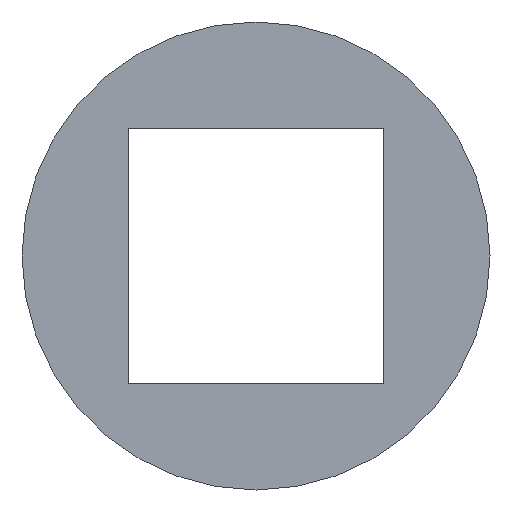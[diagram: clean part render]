
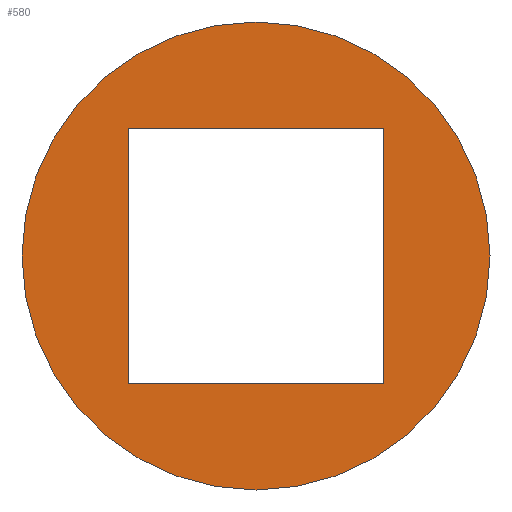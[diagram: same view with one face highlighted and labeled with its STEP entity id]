
A CAD part, front view. The second image highlights one B-rep face of the part: STEP entity #580.
In plain terms, the highlighted planar face has unit normal (0, -1, 0).
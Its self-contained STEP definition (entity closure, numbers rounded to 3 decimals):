
#12 = VECTOR ( 'NONE', #830, 1000. ) ;
#31 = EDGE_CURVE ( 'NONE', #252, #273, #485, .T. ) ;
#33 = EDGE_CURVE ( 'NONE', #162, #252, #310, .T. ) ;
#41 = VECTOR ( 'NONE', #700, 1000. ) ;
#83 = CARTESIAN_POINT ( 'NONE',  ( -6.95, 0., -6.95 ) ) ;
#88 = DIRECTION ( 'NONE',  ( 0., 0., 1. ) ) ;
#91 = LINE ( 'NONE', #83, #267 ) ;
#113 = CARTESIAN_POINT ( 'NONE',  ( 6.95, 0., 6.95 ) ) ;
#128 = EDGE_CURVE ( 'NONE', #326, #806, #722, .T. ) ;
#138 = DIRECTION ( 'NONE',  ( 0., 1., 0. ) ) ;
#143 = CARTESIAN_POINT ( 'NONE',  ( 6.95, 0., -6.95 ) ) ;
#162 = VERTEX_POINT ( 'NONE', #710 ) ;
#181 = FACE_BOUND ( 'NONE', #345, .T. ) ;
#210 = ORIENTED_EDGE ( 'NONE', *, *, #31, .T. ) ;
#252 = VERTEX_POINT ( 'NONE', #143 ) ;
#253 = DIRECTION ( 'NONE',  ( 0., 0., 1. ) ) ;
#267 = VECTOR ( 'NONE', #88, 1000. ) ;
#268 = CARTESIAN_POINT ( 'NONE',  ( -6.95, 0., 6.95 ) ) ;
#273 = VERTEX_POINT ( 'NONE', #472 ) ;
#309 = PLANE ( 'NONE',  #678 ) ;
#310 = LINE ( 'NONE', #113, #12 ) ;
#326 = VERTEX_POINT ( 'NONE', #341 ) ;
#341 = CARTESIAN_POINT ( 'NONE',  ( 0., 0., -12.728 ) ) ;
#345 = EDGE_LOOP ( 'NONE', ( #787, #210, #609, #637 ) ) ;
#351 = ORIENTED_EDGE ( 'NONE', *, *, #476, .F. ) ;
#353 = EDGE_CURVE ( 'NONE', #273, #405, #91, .T. ) ;
#372 = CARTESIAN_POINT ( 'NONE',  ( -6.95, 0., 6.95 ) ) ;
#405 = VERTEX_POINT ( 'NONE', #372 ) ;
#417 = ORIENTED_EDGE ( 'NONE', *, *, #128, .F. ) ;
#472 = CARTESIAN_POINT ( 'NONE',  ( -6.95, 0., -6.95 ) ) ;
#476 = EDGE_CURVE ( 'NONE', #806, #326, #528, .T. ) ;
#485 = LINE ( 'NONE', #747, #41 ) ;
#504 = DIRECTION ( 'NONE',  ( 0., 0., 1. ) ) ;
#505 = VECTOR ( 'NONE', #607, 1000. ) ;
#527 = CARTESIAN_POINT ( 'NONE',  ( 0., 0., 0. ) ) ;
#528 = CIRCLE ( 'NONE', #785, 12.728 ) ;
#567 = CARTESIAN_POINT ( 'NONE',  ( 0., 0., 0. ) ) ;
#573 = FACE_OUTER_BOUND ( 'NONE', #645, .T. ) ;
#580 = ADVANCED_FACE ( 'NONE', ( #573, #181 ), #309, .F. ) ;
#607 = DIRECTION ( 'NONE',  ( 1., 0., 0. ) ) ;
#609 = ORIENTED_EDGE ( 'NONE', *, *, #353, .T. ) ;
#617 = CARTESIAN_POINT ( 'NONE',  ( 0., 0., 12.728 ) ) ;
#626 = DIRECTION ( 'NONE',  ( 0., 1., 0. ) ) ;
#629 = EDGE_CURVE ( 'NONE', #405, #162, #666, .T. ) ;
#637 = ORIENTED_EDGE ( 'NONE', *, *, #629, .T. ) ;
#645 = EDGE_LOOP ( 'NONE', ( #417, #351 ) ) ;
#666 = LINE ( 'NONE', #268, #505 ) ;
#678 = AXIS2_PLACEMENT_3D ( 'NONE', #567, #822, #504 ) ;
#682 = AXIS2_PLACEMENT_3D ( 'NONE', #527, #138, #777 ) ;
#691 = CARTESIAN_POINT ( 'NONE',  ( 0., 0., 0. ) ) ;
#700 = DIRECTION ( 'NONE',  ( -1., 0., 0. ) ) ;
#710 = CARTESIAN_POINT ( 'NONE',  ( 6.95, 0., 6.95 ) ) ;
#722 = CIRCLE ( 'NONE', #682, 12.728 ) ;
#747 = CARTESIAN_POINT ( 'NONE',  ( 6.95, 0., -6.95 ) ) ;
#777 = DIRECTION ( 'NONE',  ( 0., 0., 1. ) ) ;
#785 = AXIS2_PLACEMENT_3D ( 'NONE', #691, #626, #253 ) ;
#787 = ORIENTED_EDGE ( 'NONE', *, *, #33, .T. ) ;
#806 = VERTEX_POINT ( 'NONE', #617 ) ;
#822 = DIRECTION ( 'NONE',  ( 0., 1., 0. ) ) ;
#830 = DIRECTION ( 'NONE',  ( 0., 0., -1. ) ) ;
